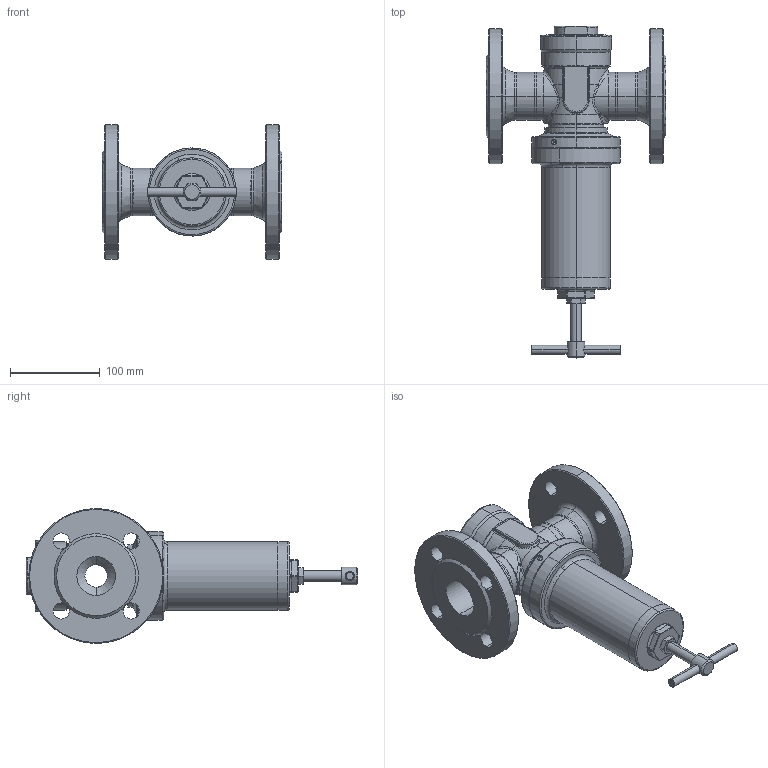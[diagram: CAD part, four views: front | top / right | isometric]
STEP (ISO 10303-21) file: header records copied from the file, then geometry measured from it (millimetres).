
FILE_DESCRIPTION (( 'STEP AP203' ), '1' );
FILE_NAME ('Typ_81-BG_II-D040-(84).STEP', '2021-04-13T08:22:53', ( '' ), ( '' ), 'SwSTEP 2.0', 'SolidWorks 2016', '' );
FILE_SCHEMA (( 'CONFIG_CONTROL_DESIGN' ));
Length unit declared in the file: millimetre
Products named in the file (1): Typ_81-BG_II-D040-(84)
Bounding box: 200 x 369 x 150 mm (x, y, z)
Volume: 982986.3 mm3; surface area: 316079.4 mm2
Topology: 12 solids, 12 shells, 559 faces, 1266 edges, 746 vertices
Faces by surface type: cylinder 203, cone 126, torus 87, plane 81, bspline 62
Entity records: 19550 total; most frequent: CARTESIAN_POINT 7192, DIRECTION 2673, ORIENTED_EDGE 2508, EDGE_CURVE 1254, AXIS2_PLACEMENT_3D 1165, VERTEX_POINT 746, CIRCLE 667, EDGE_LOOP 628
